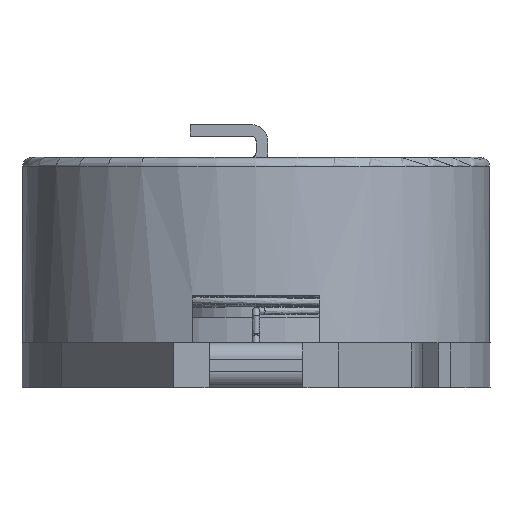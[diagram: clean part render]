
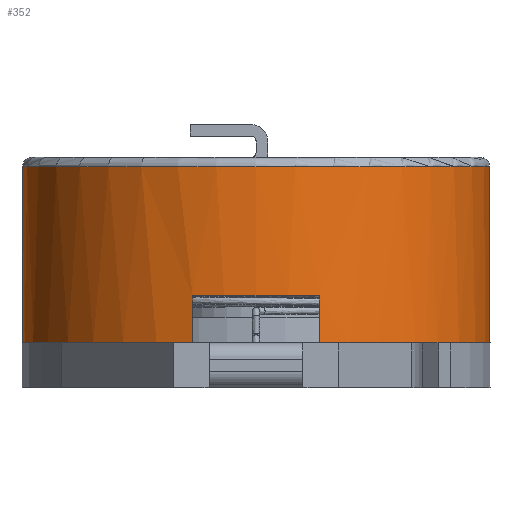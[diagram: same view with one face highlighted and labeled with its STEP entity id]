
A CAD part, left-side view. The second image highlights one B-rep face of the part: STEP entity #352.
In plain terms, the highlighted cylindrical face has radius 4.975 mm (diameter 9.95 mm), a full revolution.
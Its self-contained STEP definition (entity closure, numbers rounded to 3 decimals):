
#352 = ADVANCED_FACE( '', ( #740, #741 ), #742, .T. );
#740 = FACE_OUTER_BOUND( '', #4631, .T. );
#741 = FACE_OUTER_BOUND( '', #4632, .T. );
#742 = CYLINDRICAL_SURFACE( '', #4633, 4.975 );
#4631 = EDGE_LOOP( '', ( #5698, #5699, #5700, #5701, #5702, #5703, #5704, #5705, #5706, #5707, #5708, #5709 ) );
#4632 = EDGE_LOOP( '', ( #5710 ) );
#4633 = AXIS2_PLACEMENT_3D( '', #5711, #5712, #5713 );
#5698 = ORIENTED_EDGE( '', *, *, #6207, .T. );
#5699 = ORIENTED_EDGE( '', *, *, #5999, .F. );
#5700 = ORIENTED_EDGE( '', *, *, #5966, .F. );
#5701 = ORIENTED_EDGE( '', *, *, #6003, .F. );
#5702 = ORIENTED_EDGE( '', *, *, #6233, .F. );
#5703 = ORIENTED_EDGE( '', *, *, #6045, .T. );
#5704 = ORIENTED_EDGE( '', *, *, #6154, .T. );
#5705 = ORIENTED_EDGE( '', *, *, #5984, .F. );
#5706 = ORIENTED_EDGE( '', *, *, #6217, .F. );
#5707 = ORIENTED_EDGE( '', *, *, #5988, .F. );
#5708 = ORIENTED_EDGE( '', *, *, #6276, .F. );
#5709 = ORIENTED_EDGE( '', *, *, #6277, .F. );
#5710 = ORIENTED_EDGE( '', *, *, #6278, .T. );
#5711 = CARTESIAN_POINT( '', ( 0., 0., -3.95 ) );
#5712 = DIRECTION( '', ( 0., 0., -1. ) );
#5713 = DIRECTION( '', ( 1., 0., 0. ) );
#5966 = EDGE_CURVE( '', #6394, #6397, #6398, .T. );
#5984 = EDGE_CURVE( '', #6426, #6428, #6429, .T. );
#5988 = EDGE_CURVE( '', #6434, #6436, #6437, .T. );
#5999 = EDGE_CURVE( '', #6397, #6456, #6457, .T. );
#6003 = EDGE_CURVE( '', #6462, #6394, #6464, .T. );
#6045 = EDGE_CURVE( '', #6533, #6530, #6534, .T. );
#6154 = EDGE_CURVE( '', #6530, #6428, #6702, .T. );
#6207 = EDGE_CURVE( '', #6771, #6456, #6772, .T. );
#6217 = EDGE_CURVE( '', #6436, #6426, #6785, .T. );
#6233 = EDGE_CURVE( '', #6533, #6462, #6804, .T. );
#6276 = EDGE_CURVE( '', #6859, #6434, #6860, .T. );
#6277 = EDGE_CURVE( '', #6771, #6859, #6861, .T. );
#6278 = EDGE_CURVE( '', #6862, #6862, #6863, .T. );
#6394 = VERTEX_POINT( '', #7185 );
#6397 = VERTEX_POINT( '', #7189 );
#6398 = CIRCLE( '', #7190, 4.975 );
#6426 = VERTEX_POINT( '', #7238 );
#6428 = VERTEX_POINT( '', #7241 );
#6429 = CIRCLE( '', #7242, 4.975 );
#6434 = VERTEX_POINT( '', #7248 );
#6436 = VERTEX_POINT( '', #7251 );
#6437 = CIRCLE( '', #7252, 4.975 );
#6456 = VERTEX_POINT( '', #7280 );
#6457 = CIRCLE( '', #7281, 4.975 );
#6462 = VERTEX_POINT( '', #7287 );
#6464 = CIRCLE( '', #7290, 4.975 );
#6530 = VERTEX_POINT( '', #7417 );
#6533 = VERTEX_POINT( '', #7421 );
#6534 = CIRCLE( '', #7422, 4.975 );
#6702 = LINE( '', #7878, #7879 );
#6771 = VERTEX_POINT( '', #8127 );
#6772 = LINE( '', #8128, #8129 );
#6785 = CIRCLE( '', #8163, 4.975 );
#6804 = LINE( '', #8189, #8190 );
#6859 = VERTEX_POINT( '', #8303 );
#6860 = LINE( '', #8304, #8305 );
#6861 = CIRCLE( '', #8306, 4.975 );
#6862 = VERTEX_POINT( '', #8307 );
#6863 = CIRCLE( '', #8308, 4.975 );
#7185 = CARTESIAN_POINT( '', ( 3.146, 3.854, -3.95 ) );
#7189 = CARTESIAN_POINT( '', ( 3.854, 3.146, -3.95 ) );
#7190 = AXIS2_PLACEMENT_3D( '', #8408, #8409, #8410 );
#7238 = CARTESIAN_POINT( '', ( -3.854, -3.146, -3.95 ) );
#7241 = CARTESIAN_POINT( '', ( -4.788, -1.35, -3.95 ) );
#7242 = AXIS2_PLACEMENT_3D( '', #8433, #8434, #8435 );
#7248 = CARTESIAN_POINT( '', ( 4.788, -1.35, -3.95 ) );
#7251 = CARTESIAN_POINT( '', ( -3.146, -3.854, -3.95 ) );
#7252 = AXIS2_PLACEMENT_3D( '', #8441, #8442, #8443 );
#7280 = CARTESIAN_POINT( '', ( 4.788, 1.35, -3.95 ) );
#7281 = AXIS2_PLACEMENT_3D( '', #8456, #8457, #8458 );
#7287 = CARTESIAN_POINT( '', ( -4.788, 1.35, -3.95 ) );
#7290 = AXIS2_PLACEMENT_3D( '', #8464, #8465, #8466 );
#7417 = CARTESIAN_POINT( '', ( -4.788, -1.35, -2.95 ) );
#7421 = CARTESIAN_POINT( '', ( -4.788, 1.35, -2.95 ) );
#7422 = AXIS2_PLACEMENT_3D( '', #8500, #8501, #8502 );
#7878 = CARTESIAN_POINT( '', ( -4.788, -1.35, -2.95 ) );
#7879 = VECTOR( '', #8595, 1000. );
#8127 = CARTESIAN_POINT( '', ( 4.788, 1.35, -2.95 ) );
#8128 = CARTESIAN_POINT( '', ( 4.788, 1.35, -2.95 ) );
#8129 = VECTOR( '', #8620, 1000. );
#8163 = AXIS2_PLACEMENT_3D( '', #8628, #8629, #8630 );
#8189 = CARTESIAN_POINT( '', ( -4.788, 1.35, -2.95 ) );
#8190 = VECTOR( '', #8641, 1000. );
#8303 = CARTESIAN_POINT( '', ( 4.788, -1.35, -2.95 ) );
#8304 = CARTESIAN_POINT( '', ( 4.788, -1.35, -2.95 ) );
#8305 = VECTOR( '', #8678, 1000. );
#8306 = AXIS2_PLACEMENT_3D( '', #8679, #8680, #8681 );
#8307 = CARTESIAN_POINT( '', ( -4.975, 0., -0.2 ) );
#8308 = AXIS2_PLACEMENT_3D( '', #8682, #8683, #8684 );
#8408 = CARTESIAN_POINT( '', ( 0., 0., -3.95 ) );
#8409 = DIRECTION( '', ( 0., 0., -1. ) );
#8410 = DIRECTION( '', ( 1., 0., 0. ) );
#8433 = CARTESIAN_POINT( '', ( 0., 0., -3.95 ) );
#8434 = DIRECTION( '', ( 0., 0., -1. ) );
#8435 = DIRECTION( '', ( 1., 0., 0. ) );
#8441 = CARTESIAN_POINT( '', ( 0., 0., -3.95 ) );
#8442 = DIRECTION( '', ( 0., 0., -1. ) );
#8443 = DIRECTION( '', ( 1., 0., 0. ) );
#8456 = CARTESIAN_POINT( '', ( 0., 0., -3.95 ) );
#8457 = DIRECTION( '', ( 0., 0., -1. ) );
#8458 = DIRECTION( '', ( 1., 0., 0. ) );
#8464 = CARTESIAN_POINT( '', ( 0., 0., -3.95 ) );
#8465 = DIRECTION( '', ( 0., 0., -1. ) );
#8466 = DIRECTION( '', ( 1., 0., 0. ) );
#8500 = CARTESIAN_POINT( '', ( 0., 0., -2.95 ) );
#8501 = DIRECTION( '', ( 0., 0., 1. ) );
#8502 = DIRECTION( '', ( -0.707, -0.707, 0. ) );
#8595 = DIRECTION( '', ( 0., 0., -1. ) );
#8620 = DIRECTION( '', ( 0., 0., -1. ) );
#8628 = CARTESIAN_POINT( '', ( 0., 0., -3.95 ) );
#8629 = DIRECTION( '', ( 0., 0., -1. ) );
#8630 = DIRECTION( '', ( 1., 0., 0. ) );
#8641 = DIRECTION( '', ( 0., 0., -1. ) );
#8678 = DIRECTION( '', ( 0., 0., -1. ) );
#8679 = CARTESIAN_POINT( '', ( 0., 0., -2.95 ) );
#8680 = DIRECTION( '', ( 0., 0., -1. ) );
#8681 = DIRECTION( '', ( -0.707, -0.707, 0. ) );
#8682 = CARTESIAN_POINT( '', ( 0., 0., -0.2 ) );
#8683 = DIRECTION( '', ( 0., 0., -1. ) );
#8684 = DIRECTION( '', ( -1., 0., 0. ) );
